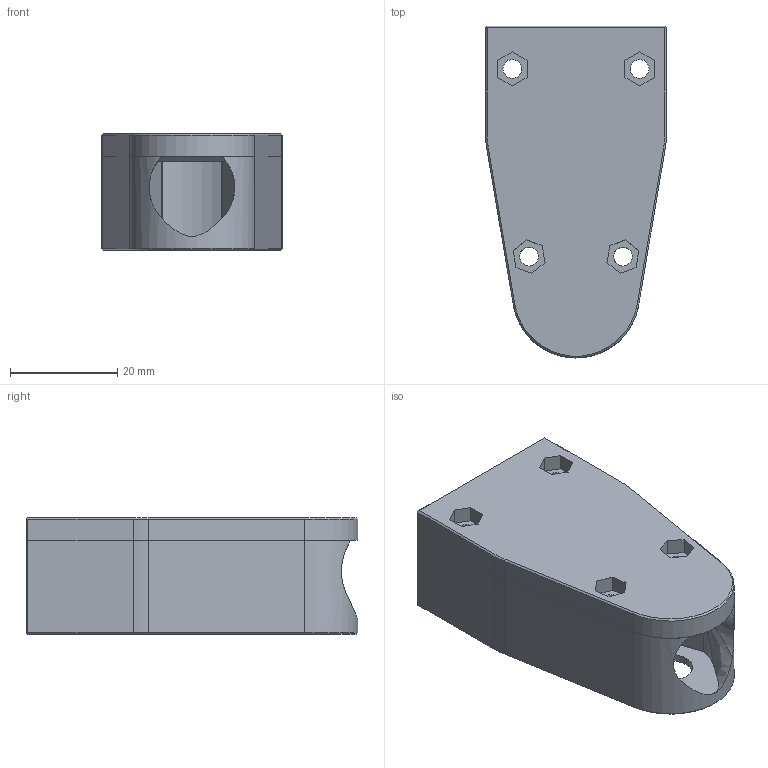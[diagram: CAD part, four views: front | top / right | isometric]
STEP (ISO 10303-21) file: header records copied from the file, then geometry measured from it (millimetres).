
FILE_DESCRIPTION(/* description */ (''),/* implementation_level */ '2;1');
FILE_NAME(/* name */ 'VolumeReductionInsert_front.step',/* time_stamp */ '2023-10-24T17:21:55+02:00',/* author */ (''),/* organization */ (''),/* preprocessor_version */ 'ST-DEVELOPER v20',/* originating_system */ 'Autodesk Translation Framework v12.14.0.127',/* authorisation */ '');
FILE_SCHEMA (('AUTOMOTIVE_DESIGN { 1 0 10303 214 3 1 1 }'));
Length unit declared in the file: millimetre
Products named in the file (1): VolumeReductionInsert_front
Bounding box: 33.75 x 61.87 x 21.75 mm (x, y, z)
Volume: 23872.2 mm3; surface area: 12978 mm2
Topology: 2 solids, 2 shells, 137 faces, 354 edges, 228 vertices
Faces by surface type: plane 84, cylinder 37, cone 11, bspline 5
Full cylindrical faces by diameter (mm): 3.5 x8, 5.5 x4, 8.3 x1, 20.3 x1
Entity records: 4513 total; most frequent: CARTESIAN_POINT 1106, ORIENTED_EDGE 704, DIRECTION 670, EDGE_CURVE 352, LINE 240, VECTOR 240, VERTEX_POINT 228, AXIS2_PLACEMENT_3D 215
